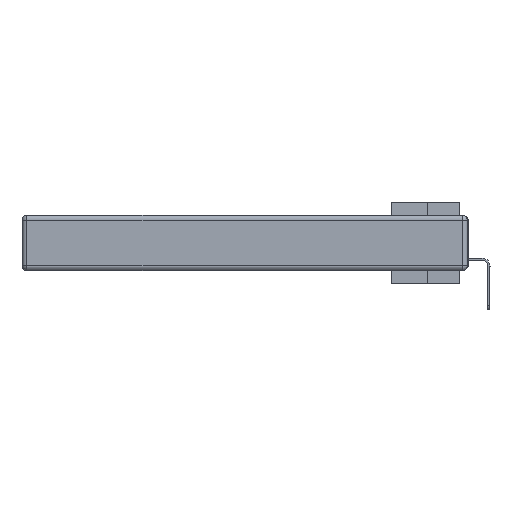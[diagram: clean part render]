
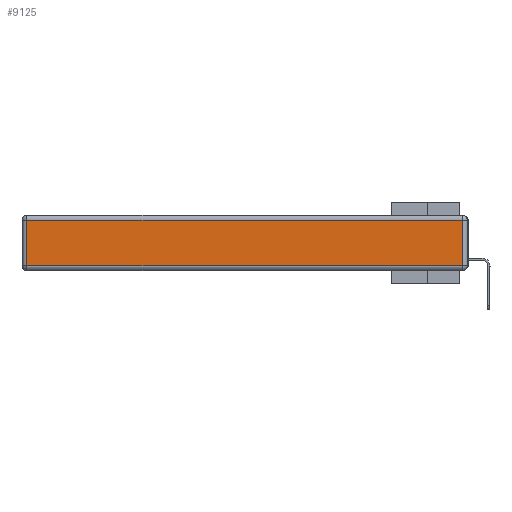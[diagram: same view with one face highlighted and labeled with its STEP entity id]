
A CAD part, left-side view. The second image highlights one B-rep face of the part: STEP entity #9125.
In plain terms, the highlighted planar face has unit normal (-1, 0, 0).
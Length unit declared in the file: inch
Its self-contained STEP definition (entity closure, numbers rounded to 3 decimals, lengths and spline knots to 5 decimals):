
#1036 = DIRECTION ( 'NONE',  ( 0., 0., 1. ) ) ;
#1447 = DIRECTION ( 'NONE',  ( 0., 0., 1. ) ) ;
#1894 = CARTESIAN_POINT ( 'NONE',  ( 0., 0.03, -0.313 ) ) ;
#2702 = DIRECTION ( 'NONE',  ( 0., 0., -1. ) ) ;
#4019 = CARTESIAN_POINT ( 'NONE',  ( 0., 0., -0.343 ) ) ;
#4712 = ORIENTED_EDGE ( 'NONE', *, *, #20874, .T. ) ;
#5324 = VERTEX_POINT ( 'NONE', #24785 ) ;
#5435 = VECTOR ( 'NONE', #2702, 39.37008 ) ;
#6248 = VECTOR ( 'NONE', #1447, 39.37008 ) ;
#6447 = ORIENTED_EDGE ( 'NONE', *, *, #23817, .T. ) ;
#7723 = EDGE_LOOP ( 'NONE', ( #16874, #4712, #12902, #6447 ) ) ;
#9125 = ADVANCED_FACE ( 'NONE', ( #27781 ), #19509, .T. ) ;
#11842 = CARTESIAN_POINT ( 'NONE',  ( 0., 0., -0.313 ) ) ;
#12158 = DIRECTION ( 'NONE',  ( -1., 0., 0. ) ) ;
#12679 = CARTESIAN_POINT ( 'NONE',  ( 0., 0.03, -0.343 ) ) ;
#12902 = ORIENTED_EDGE ( 'NONE', *, *, #27207, .T. ) ;
#14410 = EDGE_CURVE ( 'NONE', #20288, #24294, #21115, .T. ) ;
#14633 = CARTESIAN_POINT ( 'NONE',  ( 0., 2.72, -0.03 ) ) ;
#15553 = VECTOR ( 'NONE', #27269, 39.37008 ) ;
#16747 = AXIS2_PLACEMENT_3D ( 'NONE', #4019, #12158, #1036 ) ;
#16874 = ORIENTED_EDGE ( 'NONE', *, *, #14410, .T. ) ;
#17507 = LINE ( 'NONE', #20399, #5435 ) ;
#19481 = CARTESIAN_POINT ( 'NONE',  ( 0., 2.72, -0.313 ) ) ;
#19509 = PLANE ( 'NONE',  #16747 ) ;
#19913 = LINE ( 'NONE', #21041, #21979 ) ;
#20288 = VERTEX_POINT ( 'NONE', #19481 ) ;
#20399 = CARTESIAN_POINT ( 'NONE',  ( 0., 2.72, -0.343 ) ) ;
#20874 = EDGE_CURVE ( 'NONE', #24294, #5324, #23903, .T. ) ;
#21041 = CARTESIAN_POINT ( 'NONE',  ( 0., 2.75, -0.03 ) ) ;
#21115 = LINE ( 'NONE', #11842, #15553 ) ;
#21979 = VECTOR ( 'NONE', #23361, 39.37008 ) ;
#23361 = DIRECTION ( 'NONE',  ( 0., 1., 0. ) ) ;
#23817 = EDGE_CURVE ( 'NONE', #24079, #20288, #17507, .T. ) ;
#23903 = LINE ( 'NONE', #12679, #6248 ) ;
#24079 = VERTEX_POINT ( 'NONE', #14633 ) ;
#24294 = VERTEX_POINT ( 'NONE', #1894 ) ;
#24785 = CARTESIAN_POINT ( 'NONE',  ( 0., 0.03, -0.03 ) ) ;
#27207 = EDGE_CURVE ( 'NONE', #5324, #24079, #19913, .T. ) ;
#27269 = DIRECTION ( 'NONE',  ( 0., -1., 0. ) ) ;
#27781 = FACE_OUTER_BOUND ( 'NONE', #7723, .T. ) ;
